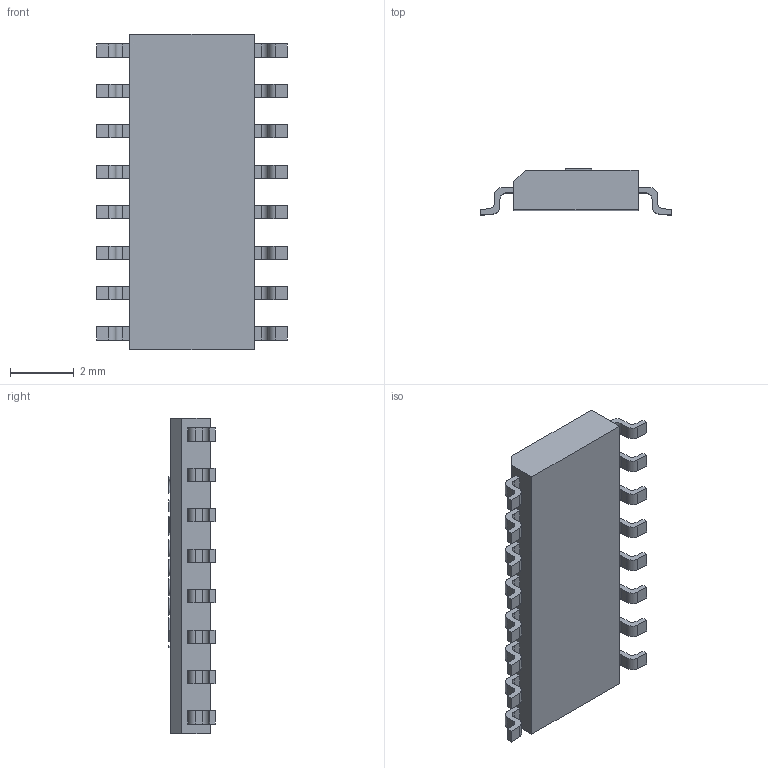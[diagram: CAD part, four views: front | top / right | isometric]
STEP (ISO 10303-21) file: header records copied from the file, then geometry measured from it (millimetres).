
FILE_DESCRIPTION (( 'STEP AP214' ), '1' );
FILE_NAME ('ULN2003AI.STEP', '2015-06-24T09:15:57', ( '' ), ( '' ), 'SwSTEP 2.0', 'SolidWorks 2014', '' );
FILE_SCHEMA (( 'AUTOMOTIVE_DESIGN' ));
Length unit declared in the file: millimetre
Products named in the file (1): ULN2003AI
Bounding box: 6 x 1.45 x 9.9 mm (x, y, z)
Volume: 49.4 mm3; surface area: 141 mm2
Topology: 1 solids, 1 shells, 321 faces, 870 edges, 580 vertices
Faces by surface type: plane 210, cylinder 66, bspline 45
Entity records: 16439 total; most frequent: CARTESIAN_POINT 4945, ORIENTED_EDGE 1740, DIRECTION 1466, EDGE_CURVE 870, VECTOR 648, LINE 648, VERTEX_POINT 580, AXIS2_PLACEMENT_3D 409
